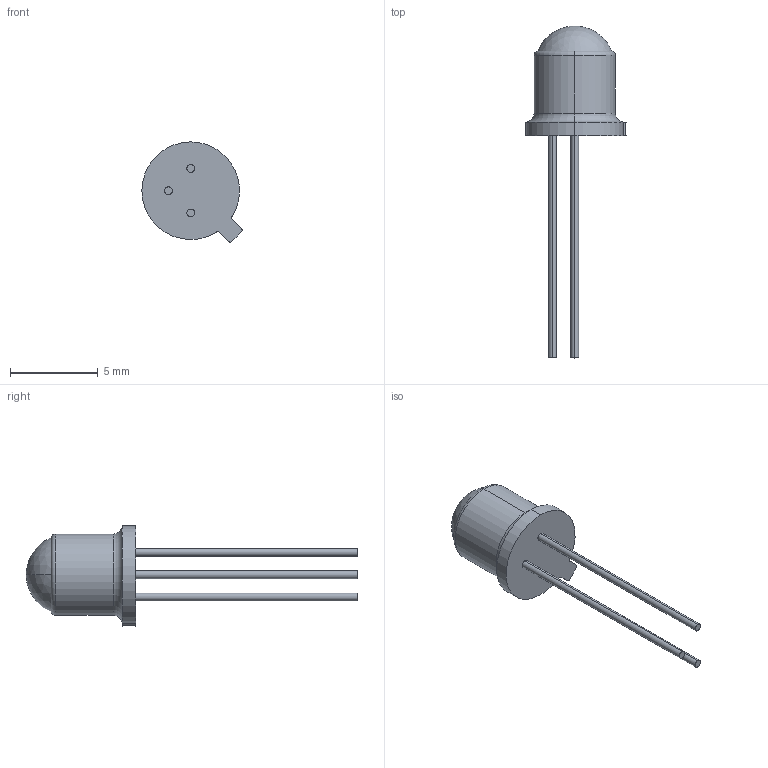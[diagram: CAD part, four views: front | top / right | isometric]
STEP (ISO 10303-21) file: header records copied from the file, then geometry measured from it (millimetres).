
FILE_DESCRIPTION (( 'STEP AP214' ), '1' );
FILE_NAME ('OPL820.STEP', '2018-04-11T17:45:46', ( '' ), ( '' ), 'SwSTEP 2.0', 'SolidWorks 2015', '' );
FILE_SCHEMA (( 'AUTOMOTIVE_DESIGN' ));
Length unit declared in the file: inch
Products named in the file (1): OPL820
Bounding box: 5.73 x 18.96 x 5.73 mm (x, y, z)
Volume: 106.6 mm3; surface area: 179.9 mm2
Topology: 1 solids, 1 shells, 29 faces, 67 edges, 43 vertices
Faces by surface type: cylinder 15, plane 8, torus 4, sphere 2
Entity records: 1273 total; most frequent: DIRECTION 166, CARTESIAN_POINT 158, ORIENTED_EDGE 134, AXIS2_PLACEMENT_3D 71, EDGE_CURVE 67, VERTEX_POINT 43, CIRCLE 41, DIMENSIONAL_EXPONENTS 32
